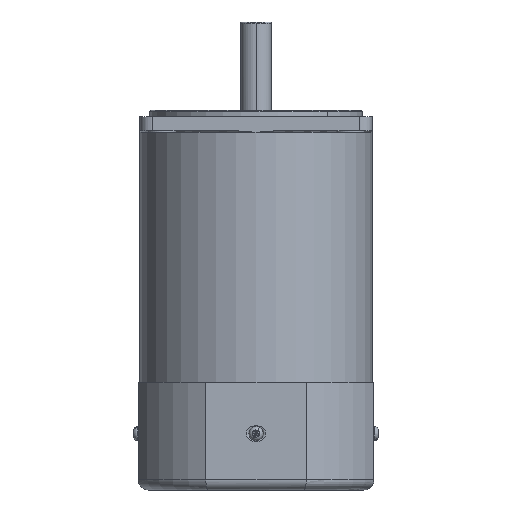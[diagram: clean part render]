
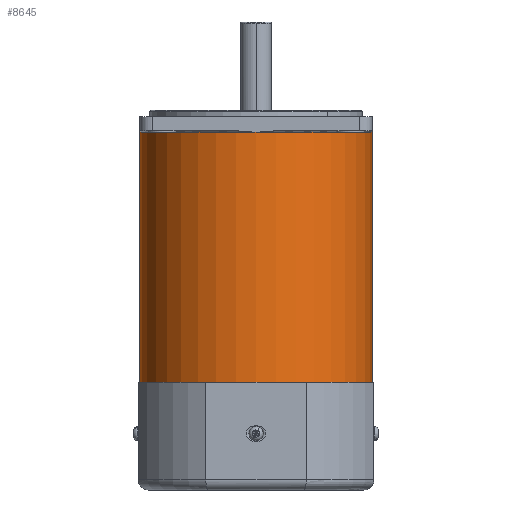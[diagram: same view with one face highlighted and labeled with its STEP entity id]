
A CAD part, front view. The second image highlights one B-rep face of the part: STEP entity #8645.
In plain terms, the highlighted cylindrical face has radius 45.25 mm (diameter 90.5 mm), a partial arc.
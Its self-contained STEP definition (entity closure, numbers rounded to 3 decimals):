
#3 = VERTEX_POINT ( 'NONE', #29284 ) ;
#18 = VERTEX_POINT ( 'NONE', #29275 ) ;
#56 = VERTEX_POINT ( 'NONE', #29411 ) ;
#822 = VERTEX_POINT ( 'NONE', #29577 ) ;
#1415 = EDGE_CURVE ( 'NONE', #822, #3, #29650, .T. ) ;
#8614 = EDGE_CURVE ( 'NONE', #56, #8638, #31038, .T. ) ;
#8622 = EDGE_LOOP ( 'NONE', ( #8648, #8632, #8641, #8630, #8637 ) ) ;
#8630 = ORIENTED_EDGE ( 'NONE', *, *, #1415, .T. ) ;
#8632 = ORIENTED_EDGE ( 'NONE', *, *, #8614, .T. ) ;
#8633 = EDGE_CURVE ( 'NONE', #8638, #822, #31124, .T. ) ;
#8637 = ORIENTED_EDGE ( 'NONE', *, *, #8639, .F. ) ;
#8638 = VERTEX_POINT ( 'NONE', #31122 ) ;
#8639 = EDGE_CURVE ( 'NONE', #18, #3, #31128, .T. ) ;
#8641 = ORIENTED_EDGE ( 'NONE', *, *, #8633, .T. ) ;
#8645 = ADVANCED_FACE ( 'NONE', ( #31077 ), #31105, .T. ) ;
#8648 = ORIENTED_EDGE ( 'NONE', *, *, #10047, .F. ) ;
#10047 = EDGE_CURVE ( 'NONE', #56, #18, #31348, .T. ) ;
#29275 = CARTESIAN_POINT ( 'NONE',  ( 0., 11.5, 45.25 ) ) ;
#29284 = CARTESIAN_POINT ( 'NONE',  ( 0., 11.5, -45.25 ) ) ;
#29411 = CARTESIAN_POINT ( 'NONE',  ( 0., 123.5, 45.25 ) ) ;
#29577 = CARTESIAN_POINT ( 'NONE',  ( 0., 123.5, -45.25 ) ) ;
#29646 = DIRECTION ( 'NONE',  ( 0., -1., 0. ) ) ;
#29647 = VECTOR ( 'NONE', #29646, 1000. ) ;
#29649 = CARTESIAN_POINT ( 'NONE',  ( 0., -6.603, -45.25 ) ) ;
#29650 = LINE ( 'NONE', #29649, #29647 ) ;
#31038 = CIRCLE ( 'NONE', #31094, 45.25 ) ;
#31071 = CARTESIAN_POINT ( 'NONE',  ( 0., 123.5, 0. ) ) ;
#31077 = FACE_OUTER_BOUND ( 'NONE', #8622, .T. ) ;
#31091 = DIRECTION ( 'NONE',  ( 0., 0., 1. ) ) ;
#31092 = DIRECTION ( 'NONE',  ( 0., -1., 0. ) ) ;
#31093 = CARTESIAN_POINT ( 'NONE',  ( 0., 123.5, 0. ) ) ;
#31094 = AXIS2_PLACEMENT_3D ( 'NONE', #31093, #31092, #31091 ) ;
#31102 = DIRECTION ( 'NONE',  ( 0., -1., 0. ) ) ;
#31103 = CARTESIAN_POINT ( 'NONE',  ( 0., -6.603, 0. ) ) ;
#31105 = CYLINDRICAL_SURFACE ( 'NONE', #31110, 45.25 ) ;
#31110 = AXIS2_PLACEMENT_3D ( 'NONE', #31103, #31102, #31163 ) ;
#31114 = DIRECTION ( 'NONE',  ( 0., 0., -1. ) ) ;
#31115 = DIRECTION ( 'NONE',  ( 0., -1., 0. ) ) ;
#31116 = CARTESIAN_POINT ( 'NONE',  ( 0., 11.5, 0. ) ) ;
#31117 = AXIS2_PLACEMENT_3D ( 'NONE', #31116, #31115, #31114 ) ;
#31120 = DIRECTION ( 'NONE',  ( 0., 0., 1. ) ) ;
#31121 = DIRECTION ( 'NONE',  ( 0., -1., 0. ) ) ;
#31122 = CARTESIAN_POINT ( 'NONE',  ( -45.25, 123.5, 0. ) ) ;
#31124 = CIRCLE ( 'NONE', #31126, 45.25 ) ;
#31126 = AXIS2_PLACEMENT_3D ( 'NONE', #31071, #31121, #31120 ) ;
#31128 = CIRCLE ( 'NONE', #31117, 45.25 ) ;
#31163 = DIRECTION ( 'NONE',  ( 0., 0., -1. ) ) ;
#31345 = DIRECTION ( 'NONE',  ( 0., -1., 0. ) ) ;
#31346 = VECTOR ( 'NONE', #31345, 1000. ) ;
#31347 = CARTESIAN_POINT ( 'NONE',  ( 0., -6.603, 45.25 ) ) ;
#31348 = LINE ( 'NONE', #31347, #31346 ) ;
